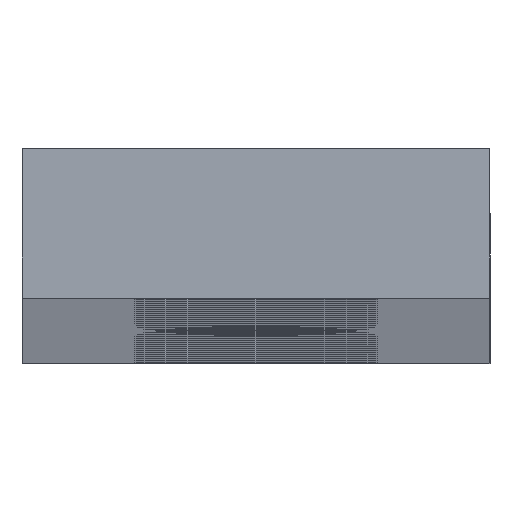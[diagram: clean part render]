
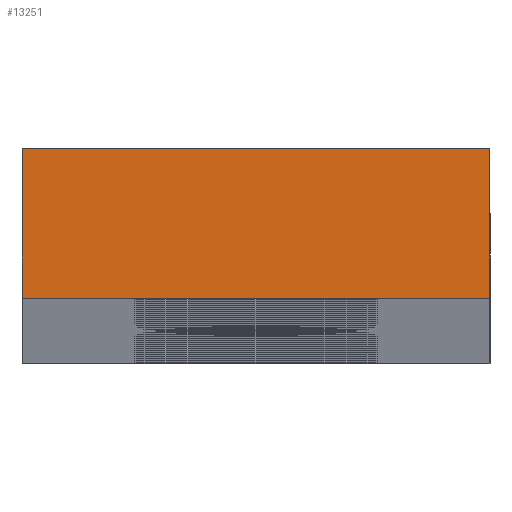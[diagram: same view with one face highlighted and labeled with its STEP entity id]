
A CAD part, top view. The second image highlights one B-rep face of the part: STEP entity #13251.
In plain terms, the highlighted planar face has unit normal (0, 0, 1).
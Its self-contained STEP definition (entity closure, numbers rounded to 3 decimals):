
#142 = CARTESIAN_POINT ( 'NONE',  ( -12.5, 4., 1000. ) ) ;
#262 = LINE ( 'NONE', #10423, #9299 ) ;
#472 = VECTOR ( 'NONE', #6815, 1000. ) ;
#862 = DIRECTION ( 'NONE',  ( -1., 0., 0. ) ) ;
#917 = EDGE_LOOP ( 'NONE', ( #1139, #1955, #7246, #11141 ) ) ;
#946 = CARTESIAN_POINT ( 'NONE',  ( -12.5, 4., 1000. ) ) ;
#1138 = CARTESIAN_POINT ( 'NONE',  ( -12.5, 4., 1000. ) ) ;
#1139 = ORIENTED_EDGE ( 'NONE', *, *, #11231, .T. ) ;
#1468 = CARTESIAN_POINT ( 'NONE',  ( -12.5, -4., 1000. ) ) ;
#1595 = EDGE_CURVE ( 'NONE', #6448, #13109, #7204, .T. ) ;
#1955 = ORIENTED_EDGE ( 'NONE', *, *, #11414, .F. ) ;
#2154 = CARTESIAN_POINT ( 'NONE',  ( -12.5, 4., 1000. ) ) ;
#3199 = VERTEX_POINT ( 'NONE', #6618 ) ;
#5375 = VERTEX_POINT ( 'NONE', #1468 ) ;
#6448 = VERTEX_POINT ( 'NONE', #1138 ) ;
#6618 = CARTESIAN_POINT ( 'NONE',  ( 12.5, -4., 1000. ) ) ;
#6815 = DIRECTION ( 'NONE',  ( 0., -1., 0. ) ) ;
#7204 = LINE ( 'NONE', #2154, #8865 ) ;
#7246 = ORIENTED_EDGE ( 'NONE', *, *, #1595, .F. ) ;
#7467 = PLANE ( 'NONE',  #10371 ) ;
#8304 = LINE ( 'NONE', #11862, #13776 ) ;
#8865 = VECTOR ( 'NONE', #13164, 1000. ) ;
#9299 = VECTOR ( 'NONE', #10599, 1000. ) ;
#9963 = LINE ( 'NONE', #142, #472 ) ;
#10010 = EDGE_CURVE ( 'NONE', #6448, #5375, #9963, .T. ) ;
#10289 = FACE_OUTER_BOUND ( 'NONE', #917, .T. ) ;
#10371 = AXIS2_PLACEMENT_3D ( 'NONE', #946, #13979, #862 ) ;
#10423 = CARTESIAN_POINT ( 'NONE',  ( -12.5, -4., 1000. ) ) ;
#10599 = DIRECTION ( 'NONE',  ( 1., 0., 0. ) ) ;
#11141 = ORIENTED_EDGE ( 'NONE', *, *, #10010, .T. ) ;
#11231 = EDGE_CURVE ( 'NONE', #5375, #3199, #262, .T. ) ;
#11414 = EDGE_CURVE ( 'NONE', #13109, #3199, #8304, .T. ) ;
#11862 = CARTESIAN_POINT ( 'NONE',  ( 12.5, 4., 1000. ) ) ;
#13109 = VERTEX_POINT ( 'NONE', #13399 ) ;
#13164 = DIRECTION ( 'NONE',  ( 1., 0., 0. ) ) ;
#13251 = ADVANCED_FACE ( 'NONE', ( #10289 ), #7467, .F. ) ;
#13399 = CARTESIAN_POINT ( 'NONE',  ( 12.5, 4., 1000. ) ) ;
#13776 = VECTOR ( 'NONE', #14075, 1000. ) ;
#13979 = DIRECTION ( 'NONE',  ( 0., 0., -1. ) ) ;
#14075 = DIRECTION ( 'NONE',  ( 0., -1., 0. ) ) ;
